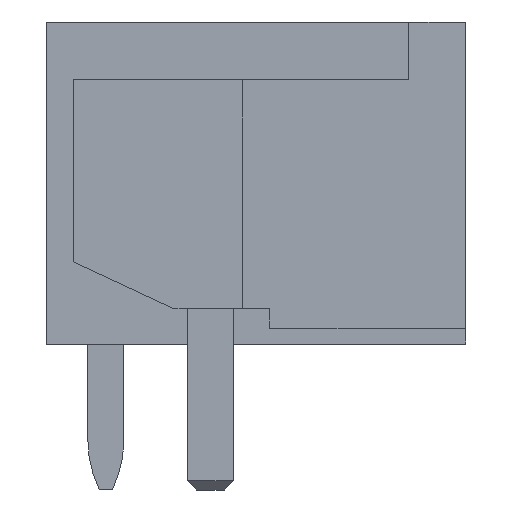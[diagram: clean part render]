
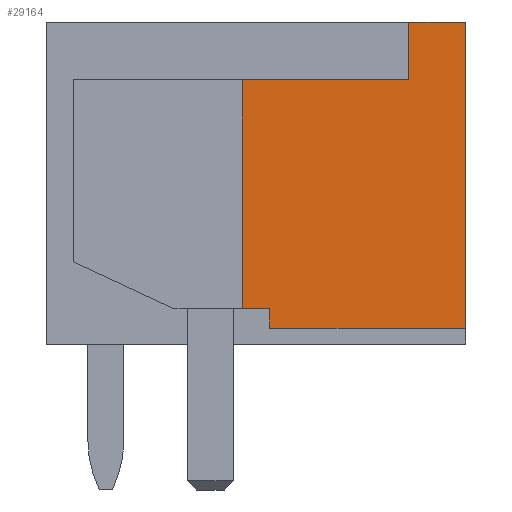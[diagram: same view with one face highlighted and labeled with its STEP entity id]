
A CAD part, left-side view. The second image highlights one B-rep face of the part: STEP entity #29164.
In plain terms, the highlighted planar face has unit normal (-1, 0, 0).
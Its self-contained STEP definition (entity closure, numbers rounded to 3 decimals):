
#29133=AXIS2_PLACEMENT_3D('Plane Axis2P3D',#29130,#29131,#29132) ;
#1202=CARTESIAN_POINT('Vertex',(0.,0.,10.27)) ;
#1205=CARTESIAN_POINT('Line Origine',(0.,0.,6.91)) ;
#1209=CARTESIAN_POINT('Vertex',(0.,0.,3.55)) ;
#4123=CARTESIAN_POINT('Vertex',(0.,1.25,10.27)) ;
#4126=CARTESIAN_POINT('Line Origine',(0.,0.625,10.27)) ;
#29067=CARTESIAN_POINT('Vertex',(0.,4.3,3.55)) ;
#29070=CARTESIAN_POINT('Line Origine',(0.,4.3,3.765)) ;
#29074=CARTESIAN_POINT('Vertex',(0.,4.3,3.98)) ;
#29094=CARTESIAN_POINT('Line Origine',(0.,2.15,3.55)) ;
#29115=CARTESIAN_POINT('Vertex',(0.,1.25,9.)) ;
#29118=CARTESIAN_POINT('Line Origine',(0.,1.25,9.635)) ;
#29130=CARTESIAN_POINT('Axis2P3D Location',(0.,0.,0.)) ;
#29135=CARTESIAN_POINT('Line Origine',(0.,4.6,3.98)) ;
#29139=CARTESIAN_POINT('Vertex',(0.,4.9,3.98)) ;
#29142=CARTESIAN_POINT('Line Origine',(0.,3.075,9.)) ;
#29146=CARTESIAN_POINT('Vertex',(0.,4.9,9.)) ;
#29149=CARTESIAN_POINT('Line Origine',(0.,4.9,6.49)) ;
#1206=DIRECTION('Vector Direction',(0.,0.,-1.)) ;
#4127=DIRECTION('Vector Direction',(0.,-1.,0.)) ;
#29071=DIRECTION('Vector Direction',(0.,0.,1.)) ;
#29095=DIRECTION('Vector Direction',(0.,1.,0.)) ;
#29119=DIRECTION('Vector Direction',(0.,0.,1.)) ;
#29131=DIRECTION('Axis2P3D Direction',(-1.,0.,0.)) ;
#29132=DIRECTION('Axis2P3D XDirection',(0.,-1.,0.)) ;
#29136=DIRECTION('Vector Direction',(0.,1.,0.)) ;
#29143=DIRECTION('Vector Direction',(0.,-1.,0.)) ;
#29150=DIRECTION('Vector Direction',(0.,0.,-1.)) ;
#1207=VECTOR('Line Direction',#1206,1.) ;
#4128=VECTOR('Line Direction',#4127,1.) ;
#29072=VECTOR('Line Direction',#29071,1.) ;
#29096=VECTOR('Line Direction',#29095,1.) ;
#29120=VECTOR('Line Direction',#29119,1.) ;
#29137=VECTOR('Line Direction',#29136,1.) ;
#29144=VECTOR('Line Direction',#29143,1.) ;
#29151=VECTOR('Line Direction',#29150,1.) ;
#29155=ORIENTED_EDGE('',*,*,#29141,.T.) ;
#29156=ORIENTED_EDGE('',*,*,#29076,.T.) ;
#29157=ORIENTED_EDGE('',*,*,#29098,.T.) ;
#29158=ORIENTED_EDGE('',*,*,#1211,.T.) ;
#29159=ORIENTED_EDGE('',*,*,#4130,.T.) ;
#29160=ORIENTED_EDGE('',*,*,#29122,.T.) ;
#29161=ORIENTED_EDGE('',*,*,#29148,.T.) ;
#29162=ORIENTED_EDGE('',*,*,#29153,.T.) ;
#29164=ADVANCED_FACE('HOUSING',(#29163),#29134,.T.) ;
#1211=EDGE_CURVE('',#1210,#1203,#1208,.F.) ;
#4130=EDGE_CURVE('',#1203,#4124,#4129,.F.) ;
#29076=EDGE_CURVE('',#29075,#29068,#29073,.F.) ;
#29098=EDGE_CURVE('',#29068,#1210,#29097,.F.) ;
#29122=EDGE_CURVE('',#4124,#29116,#29121,.F.) ;
#29141=EDGE_CURVE('',#29140,#29075,#29138,.F.) ;
#29148=EDGE_CURVE('',#29116,#29147,#29145,.F.) ;
#29153=EDGE_CURVE('',#29147,#29140,#29152,.T.) ;
#29154=EDGE_LOOP('',(#29155,#29156,#29157,#29158,#29159,#29160,#29161,#29162)) ;
#29163=FACE_OUTER_BOUND('',#29154,.T.) ;
#1208=LINE('Line',#1205,#1207) ;
#4129=LINE('Line',#4126,#4128) ;
#29073=LINE('Line',#29070,#29072) ;
#29097=LINE('Line',#29094,#29096) ;
#29121=LINE('Line',#29118,#29120) ;
#29138=LINE('Line',#29135,#29137) ;
#29145=LINE('Line',#29142,#29144) ;
#29152=LINE('Line',#29149,#29151) ;
#29134=PLANE('',#29133) ;
#1203=VERTEX_POINT('',#1202) ;
#1210=VERTEX_POINT('',#1209) ;
#4124=VERTEX_POINT('',#4123) ;
#29068=VERTEX_POINT('',#29067) ;
#29075=VERTEX_POINT('',#29074) ;
#29116=VERTEX_POINT('',#29115) ;
#29140=VERTEX_POINT('',#29139) ;
#29147=VERTEX_POINT('',#29146) ;
